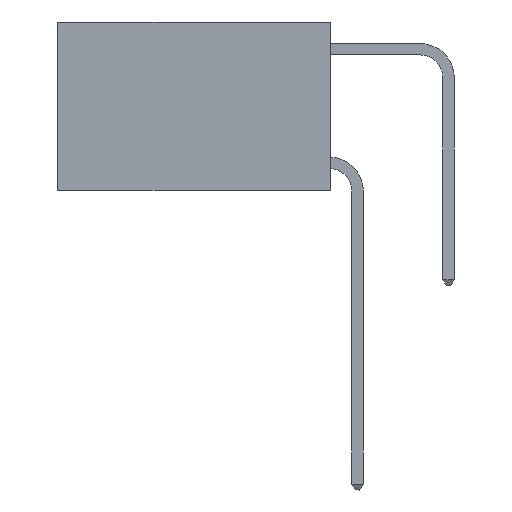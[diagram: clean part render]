
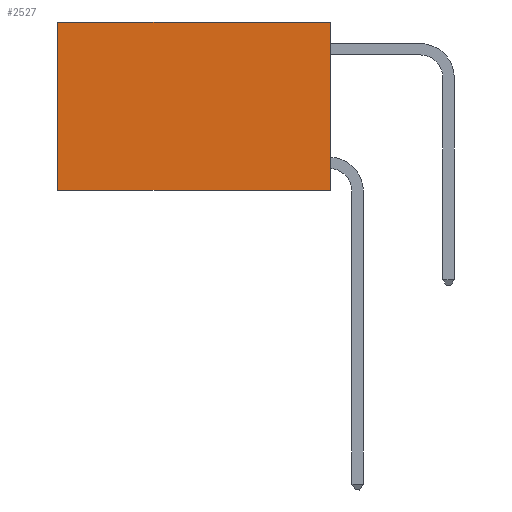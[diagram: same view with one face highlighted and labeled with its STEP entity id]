
A CAD part, left-side view. The second image highlights one B-rep face of the part: STEP entity #2527.
In plain terms, the highlighted planar face has unit normal (-1, 0, 0).
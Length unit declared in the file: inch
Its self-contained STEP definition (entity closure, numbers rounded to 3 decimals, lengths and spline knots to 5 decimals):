
#1013 = CARTESIAN_POINT ( 'NONE',  ( 0.2625, 0., -0.37 ) ) ;
#1529 = EDGE_CURVE ( 'NONE', #3560, #5331, #12768, .T. ) ;
#1532 = VECTOR ( 'NONE', #11092, 39.37008 ) ;
#1544 = EDGE_CURVE ( 'NONE', #6097, #3560, #6915, .T. ) ;
#2075 = DIRECTION ( 'NONE',  ( 0., 0., -1. ) ) ;
#2176 = VERTEX_POINT ( 'NONE', #10117 ) ;
#2211 = LINE ( 'NONE', #12658, #13139 ) ;
#2342 = ORIENTED_EDGE ( 'NONE', *, *, #1529, .F. ) ;
#2527 = ADVANCED_FACE ( 'NONE', ( #13194 ), #5274, .F. ) ;
#3079 = ORIENTED_EDGE ( 'NONE', *, *, #11817, .T. ) ;
#3560 = VERTEX_POINT ( 'NONE', #1013 ) ;
#4346 = CARTESIAN_POINT ( 'NONE',  ( 0.2625, 0.6, -0.37 ) ) ;
#4549 = EDGE_LOOP ( 'NONE', ( #6623, #2342, #6683, #3079 ) ) ;
#5100 = DIRECTION ( 'NONE',  ( 0., 0., -1. ) ) ;
#5140 = DIRECTION ( 'NONE',  ( 1., 0., 0. ) ) ;
#5274 = PLANE ( 'NONE',  #8543 ) ;
#5331 = VERTEX_POINT ( 'NONE', #4346 ) ;
#5766 = CARTESIAN_POINT ( 'NONE',  ( 0.2625, 0., 0. ) ) ;
#6097 = VERTEX_POINT ( 'NONE', #7514 ) ;
#6623 = ORIENTED_EDGE ( 'NONE', *, *, #9048, .T. ) ;
#6683 = ORIENTED_EDGE ( 'NONE', *, *, #1544, .F. ) ;
#6915 = LINE ( 'NONE', #9644, #9381 ) ;
#7245 = VECTOR ( 'NONE', #10499, 39.37008 ) ;
#7384 = LINE ( 'NONE', #10069, #1532 ) ;
#7514 = CARTESIAN_POINT ( 'NONE',  ( 0.2625, 0., 0. ) ) ;
#8543 = AXIS2_PLACEMENT_3D ( 'NONE', #5766, #5140, #5100 ) ;
#8739 = DIRECTION ( 'NONE',  ( 0., 0., -1. ) ) ;
#9048 = EDGE_CURVE ( 'NONE', #2176, #5331, #2211, .T. ) ;
#9381 = VECTOR ( 'NONE', #8739, 39.37008 ) ;
#9644 = CARTESIAN_POINT ( 'NONE',  ( 0.2625, 0., 0. ) ) ;
#9820 = CARTESIAN_POINT ( 'NONE',  ( 0.2625, 0., -0.37 ) ) ;
#10069 = CARTESIAN_POINT ( 'NONE',  ( 0.2625, 0., 0. ) ) ;
#10117 = CARTESIAN_POINT ( 'NONE',  ( 0.2625, 0.6, 0. ) ) ;
#10499 = DIRECTION ( 'NONE',  ( 0., 1., 0. ) ) ;
#11092 = DIRECTION ( 'NONE',  ( 0., 1., 0. ) ) ;
#11817 = EDGE_CURVE ( 'NONE', #6097, #2176, #7384, .T. ) ;
#12658 = CARTESIAN_POINT ( 'NONE',  ( 0.2625, 0.6, 0. ) ) ;
#12768 = LINE ( 'NONE', #9820, #7245 ) ;
#13139 = VECTOR ( 'NONE', #2075, 39.37008 ) ;
#13194 = FACE_OUTER_BOUND ( 'NONE', #4549, .T. ) ;
